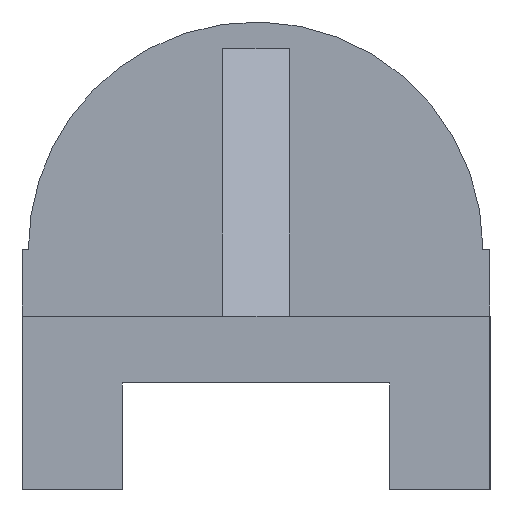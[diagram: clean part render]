
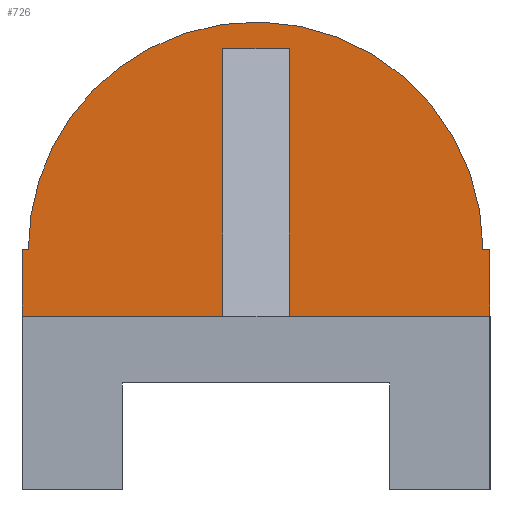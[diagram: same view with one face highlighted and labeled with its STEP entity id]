
A CAD part, left-side view. The second image highlights one B-rep face of the part: STEP entity #726.
In plain terms, the highlighted planar face has unit normal (-1, 0, 0).
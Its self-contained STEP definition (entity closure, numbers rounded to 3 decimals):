
#64 = VERTEX_POINT('',#65);
#65 = CARTESIAN_POINT('',(18.5,-17.5,13.));
#103 = VERTEX_POINT('',#104);
#104 = CARTESIAN_POINT('',(18.5,-17.5,18.));
#110 = EDGE_CURVE('',#64,#103,#111,.T.);
#111 = LINE('',#112,#113);
#112 = CARTESIAN_POINT('',(18.5,-17.5,13.));
#113 = VECTOR('',#114,1.);
#114 = DIRECTION('',(0.,0.,1.));
#303 = VERTEX_POINT('',#304);
#304 = CARTESIAN_POINT('',(18.5,-2.5,13.));
#310 = EDGE_CURVE('',#303,#64,#311,.T.);
#311 = LINE('',#312,#313);
#312 = CARTESIAN_POINT('',(18.5,17.5,13.));
#313 = VECTOR('',#314,1.);
#314 = DIRECTION('',(0.,-1.,0.));
#327 = EDGE_CURVE('',#103,#328,#330,.T.);
#328 = VERTEX_POINT('',#329);
#329 = CARTESIAN_POINT('',(18.5,-16.976,18.));
#330 = LINE('',#331,#332);
#331 = CARTESIAN_POINT('',(18.5,0.,18.));
#332 = VECTOR('',#333,1.);
#333 = DIRECTION('',(0.,1.,0.));
#548 = VERTEX_POINT('',#549);
#549 = CARTESIAN_POINT('',(18.5,17.5,13.));
#555 = EDGE_CURVE('',#548,#556,#558,.T.);
#556 = VERTEX_POINT('',#557);
#557 = CARTESIAN_POINT('',(18.5,17.5,18.));
#558 = LINE('',#559,#560);
#559 = CARTESIAN_POINT('',(18.5,17.5,13.));
#560 = VECTOR('',#561,1.);
#561 = DIRECTION('',(0.,0.,1.));
#593 = EDGE_CURVE('',#556,#594,#596,.T.);
#594 = VERTEX_POINT('',#595);
#595 = CARTESIAN_POINT('',(18.5,17.024,18.));
#596 = LINE('',#597,#598);
#597 = CARTESIAN_POINT('',(18.5,17.5,18.));
#598 = VECTOR('',#599,1.);
#599 = DIRECTION('',(0.,-1.,0.));
#617 = EDGE_CURVE('',#594,#618,#620,.T.);
#618 = VERTEX_POINT('',#619);
#619 = CARTESIAN_POINT('',(18.5,8.024,33.));
#620 = CIRCLE('',#621,17.);
#621 = AXIS2_PLACEMENT_3D('',#622,#623,#624);
#622 = CARTESIAN_POINT('',(18.5,0.024,18.));
#623 = DIRECTION('',(1.,0.,0.));
#624 = DIRECTION('',(0.,1.,0.));
#626 = EDGE_CURVE('',#618,#328,#627,.T.);
#627 = CIRCLE('',#628,17.);
#628 = AXIS2_PLACEMENT_3D('',#629,#630,#631);
#629 = CARTESIAN_POINT('',(18.5,0.024,18.));
#630 = DIRECTION('',(1.,0.,0.));
#631 = DIRECTION('',(0.,1.,0.));
#643 = EDGE_CURVE('',#303,#644,#646,.T.);
#644 = VERTEX_POINT('',#645);
#645 = CARTESIAN_POINT('',(18.5,-2.5,33.));
#646 = LINE('',#647,#648);
#647 = CARTESIAN_POINT('',(18.5,-2.5,13.));
#648 = VECTOR('',#649,1.);
#649 = DIRECTION('',(0.,0.,1.));
#667 = EDGE_CURVE('',#644,#668,#670,.T.);
#668 = VERTEX_POINT('',#669);
#669 = CARTESIAN_POINT('',(18.5,2.5,33.));
#670 = LINE('',#671,#672);
#671 = CARTESIAN_POINT('',(18.5,-2.5,33.));
#672 = VECTOR('',#673,1.);
#673 = DIRECTION('',(0.,1.,0.));
#692 = EDGE_CURVE('',#548,#693,#695,.T.);
#693 = VERTEX_POINT('',#694);
#694 = CARTESIAN_POINT('',(18.5,2.5,13.));
#695 = LINE('',#696,#697);
#696 = CARTESIAN_POINT('',(18.5,17.5,13.));
#697 = VECTOR('',#698,1.);
#698 = DIRECTION('',(0.,-1.,0.));
#714 = EDGE_CURVE('',#668,#693,#715,.T.);
#715 = LINE('',#716,#717);
#716 = CARTESIAN_POINT('',(18.5,2.5,33.));
#717 = VECTOR('',#718,1.);
#718 = DIRECTION('',(0.,0.,-1.));
#726 = ADVANCED_FACE('',(#727),#740,.T.);
#727 = FACE_BOUND('',#728,.T.);
#728 = EDGE_LOOP('',(#729,#730,#731,#732,#733,#734,#735,#736,#737,#738,
    #739));
#729 = ORIENTED_EDGE('',*,*,#667,.F.);
#730 = ORIENTED_EDGE('',*,*,#643,.F.);
#731 = ORIENTED_EDGE('',*,*,#310,.T.);
#732 = ORIENTED_EDGE('',*,*,#110,.T.);
#733 = ORIENTED_EDGE('',*,*,#327,.T.);
#734 = ORIENTED_EDGE('',*,*,#626,.F.);
#735 = ORIENTED_EDGE('',*,*,#617,.F.);
#736 = ORIENTED_EDGE('',*,*,#593,.F.);
#737 = ORIENTED_EDGE('',*,*,#555,.F.);
#738 = ORIENTED_EDGE('',*,*,#692,.T.);
#739 = ORIENTED_EDGE('',*,*,#714,.F.);
#740 = PLANE('',#741);
#741 = AXIS2_PLACEMENT_3D('',#742,#743,#744);
#742 = CARTESIAN_POINT('',(18.5,0.081,22.694));
#743 = DIRECTION('',(-1.,0.,0.));
#744 = DIRECTION('',(0.,0.,-1.));
